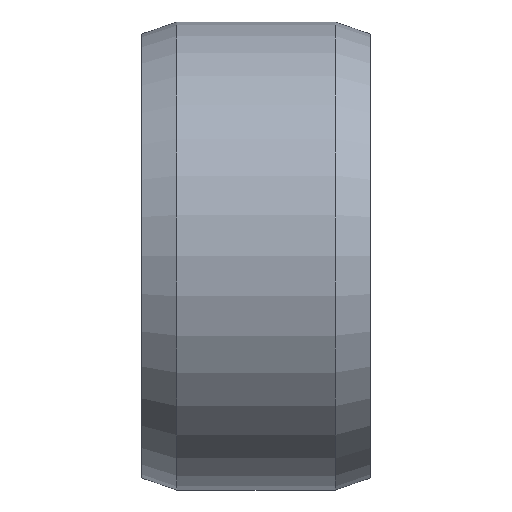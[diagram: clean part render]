
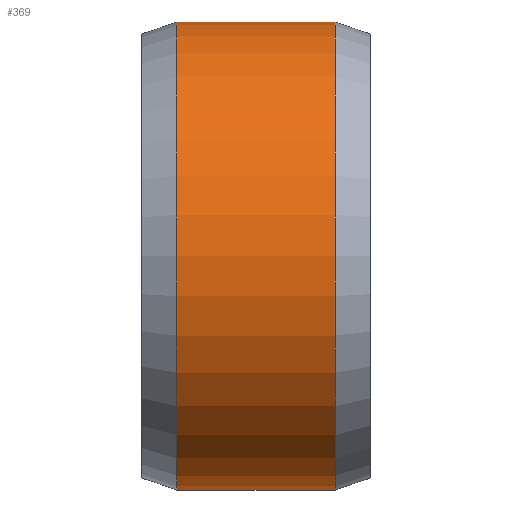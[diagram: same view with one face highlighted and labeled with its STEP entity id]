
A CAD part, top view. The second image highlights one B-rep face of the part: STEP entity #369.
In plain terms, the highlighted cylindrical face has radius 402.5 mm (diameter 805 mm), a partial arc.
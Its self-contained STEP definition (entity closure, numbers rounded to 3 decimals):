
#187 = VERTEX_POINT( '', #522 );
#291 = EDGE_CURVE( '', #387, #295, #632, .T. );
#295 = VERTEX_POINT( '', #636 );
#297 = EDGE_CURVE( '', #377, #187, #638, .T. );
#369 = ADVANCED_FACE( '', ( #719 ), #720, .T. );
#377 = VERTEX_POINT( '', #729 );
#387 = VERTEX_POINT( '', #740 );
#437 = EDGE_CURVE( '', #187, #387, #796, .T. );
#439 = EDGE_CURVE( '', #377, #295, #798, .T. );
#522 = CARTESIAN_POINT( '', ( 136.667, -402.5, 0. ) );
#632 = LINE( '', #1037, #1038 );
#636 = CARTESIAN_POINT( '', ( -136.667, 402.5, 0. ) );
#638 = LINE( '', #1047, #1048 );
#719 = FACE_OUTER_BOUND( '', #1157, .T. );
#720 = CYLINDRICAL_SURFACE( '', #1158, 402.5 );
#729 = CARTESIAN_POINT( '', ( -136.667, -402.5, 0. ) );
#740 = CARTESIAN_POINT( '', ( 136.667, 402.5, 0. ) );
#796 = CIRCLE( '', #1256, 402.5 );
#798 = CIRCLE( '', #1259, 402.5 );
#1037 = CARTESIAN_POINT( '', ( 0., 402.5, 0. ) );
#1038 = VECTOR( '', #1460, 1. );
#1047 = CARTESIAN_POINT( '', ( 0., -402.5, 0. ) );
#1048 = VECTOR( '', #1462, 1. );
#1157 = EDGE_LOOP( '', ( #1572, #1573, #1574, #1575 ) );
#1158 = AXIS2_PLACEMENT_3D( '', #1576, #1577, #1578 );
#1256 = AXIS2_PLACEMENT_3D( '', #1670, #1671, #1672 );
#1259 = AXIS2_PLACEMENT_3D( '', #1673, #1674, #1675 );
#1460 = DIRECTION( '', ( -1., 0., 0. ) );
#1462 = DIRECTION( '', ( 1., 0., 0. ) );
#1572 = ORIENTED_EDGE( '', *, *, #291, .T. );
#1573 = ORIENTED_EDGE( '', *, *, #439, .F. );
#1574 = ORIENTED_EDGE( '', *, *, #297, .T. );
#1575 = ORIENTED_EDGE( '', *, *, #437, .T. );
#1576 = CARTESIAN_POINT( '', ( 0., 0., 0. ) );
#1577 = DIRECTION( '', ( 1., 0., 0. ) );
#1578 = DIRECTION( '', ( 0., 1., 0. ) );
#1670 = CARTESIAN_POINT( '', ( 136.667, 0., 0. ) );
#1671 = DIRECTION( '', ( -1., 0., 0. ) );
#1672 = DIRECTION( '', ( 0., 1., 0. ) );
#1673 = CARTESIAN_POINT( '', ( -136.667, 0., 0. ) );
#1674 = DIRECTION( '', ( -1., 0., 0. ) );
#1675 = DIRECTION( '', ( 0., 1., 0. ) );
